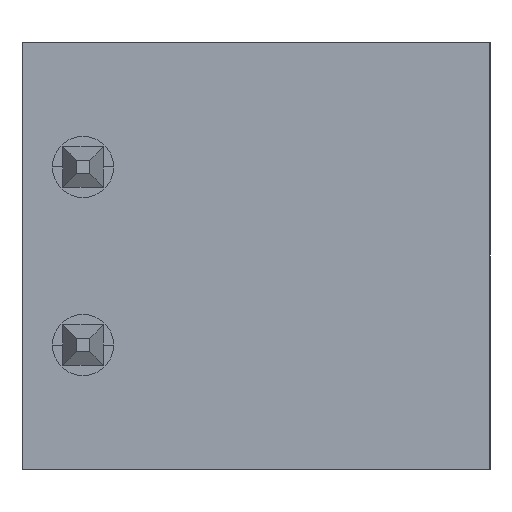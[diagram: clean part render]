
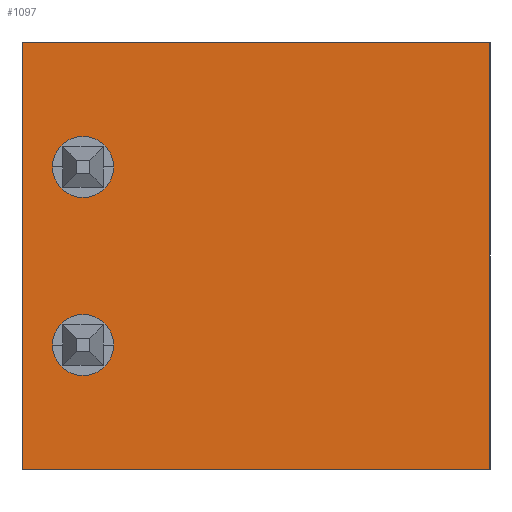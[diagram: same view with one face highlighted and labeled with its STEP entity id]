
A CAD part, front view. The second image highlights one B-rep face of the part: STEP entity #1097.
In plain terms, the highlighted planar face has unit normal (0, -1, 0).
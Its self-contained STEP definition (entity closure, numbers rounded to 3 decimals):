
#1097=ADVANCED_FACE('',(#3093,#3094,#3095),#3096,.T.);
#1377=VERTEX_POINT('',#3408);
#1395=EDGE_CURVE('',#2857,#2079,#3429,.T.);
#1541=EDGE_CURVE('',#1913,#1377,#3590,.T.);
#1779=VERTEX_POINT('',#3862);
#1839=EDGE_CURVE('',#2079,#1377,#3928,.T.);
#1877=EDGE_CURVE('',#1779,#2435,#3970,.T.);
#1913=VERTEX_POINT('',#4008);
#1933=VERTEX_POINT('',#4030);
#1969=VERTEX_POINT('',#4067);
#2029=EDGE_CURVE('',#1913,#2857,#4131,.T.);
#2079=VERTEX_POINT('',#4185);
#2435=VERTEX_POINT('',#4572);
#2461=EDGE_CURVE('',#2435,#1779,#4599,.T.);
#2505=EDGE_CURVE('',#1933,#1969,#4650,.T.);
#2857=VERTEX_POINT('',#5049);
#2935=EDGE_CURVE('',#1969,#1933,#5138,.T.);
#3093=FACE_OUTER_BOUND('',#5495,.T.);
#3094=FACE_BOUND('',#5496,.T.);
#3095=FACE_BOUND('',#5497,.T.);
#3096=PLANE('',#5498);
#3408=CARTESIAN_POINT('',(0.0,0.,2.45));
#3429=LINE('',#6131,#6132);
#3590=LINE('',#6527,#6528);
#3862=CARTESIAN_POINT('',(0.6,0.,0.));
#3928=LINE('',#6986,#6987);
#3970=CIRCLE('',#7039,0.6);
#4008=CARTESIAN_POINT('',(0.,0.,-5.95));
#4030=CARTESIAN_POINT('',(1.8,0.,-3.5));
#4067=CARTESIAN_POINT('',(0.6,0.,-3.5));
#4131=LINE('',#7262,#7263);
#4185=CARTESIAN_POINT('',(9.2,0.,2.45));
#4572=CARTESIAN_POINT('',(1.8,0.,0.));
#4599=CIRCLE('',#8420,0.6);
#4650=CIRCLE('',#8497,0.6);
#5049=CARTESIAN_POINT('',(9.2,0.,-5.95));
#5138=CIRCLE('',#9504,0.6);
#5495=EDGE_LOOP('',(#9655,#9656,#9657,#9658));
#5496=EDGE_LOOP('',(#9659,#9660));
#5497=EDGE_LOOP('',(#9661,#9662));
#5498=AXIS2_PLACEMENT_3D('',#9663,#9664,#9665);
#6131=CARTESIAN_POINT('',(9.2,0.,0.0));
#6132=VECTOR('',#10058,1.0);
#6527=CARTESIAN_POINT('',(0.0,0.,0.0));
#6528=VECTOR('',#10245,1.0);
#6986=CARTESIAN_POINT('',(0.0,0.,2.45));
#6987=VECTOR('',#10669,1.0);
#7039=AXIS2_PLACEMENT_3D('',#10711,#10712,#10713);
#7262=CARTESIAN_POINT('',(0.0,0.,-5.95));
#7263=VECTOR('',#10838,1.0);
#8420=AXIS2_PLACEMENT_3D('',#11295,#11296,#11297);
#8497=AXIS2_PLACEMENT_3D('',#11378,#11379,#11380);
#9504=AXIS2_PLACEMENT_3D('',#11974,#11975,#11976);
#9655=ORIENTED_EDGE('',*,*,#1541,.F.);
#9656=ORIENTED_EDGE('',*,*,#2029,.T.);
#9657=ORIENTED_EDGE('',*,*,#1395,.T.);
#9658=ORIENTED_EDGE('',*,*,#1839,.T.);
#9659=ORIENTED_EDGE('',*,*,#1877,.F.);
#9660=ORIENTED_EDGE('',*,*,#2461,.F.);
#9661=ORIENTED_EDGE('',*,*,#2505,.F.);
#9662=ORIENTED_EDGE('',*,*,#2935,.F.);
#9663=CARTESIAN_POINT('',(3.1,0.,0.0));
#9664=DIRECTION('',(0.,-1.0,0.0));
#9665=DIRECTION('',(0.0,0.0,-1.0));
#10058=DIRECTION('',(0.0,0.0,1.0));
#10245=DIRECTION('',(0.0,0.0,1.0));
#10669=DIRECTION('',(-1.0,0.,0.0));
#10711=CARTESIAN_POINT('',(1.2,0.,0.));
#10712=DIRECTION('',(0.0,-1.0,0.0));
#10713=DIRECTION('',(1.0,0.0,0.0));
#10838=DIRECTION('',(1.0,0.,0.0));
#11295=CARTESIAN_POINT('',(1.2,0.,0.));
#11296=DIRECTION('',(0.0,-1.0,0.0));
#11297=DIRECTION('',(1.0,0.0,0.0));
#11378=CARTESIAN_POINT('',(1.2,0.,-3.5));
#11379=DIRECTION('',(0.0,-1.0,0.0));
#11380=DIRECTION('',(1.0,0.0,0.0));
#11974=CARTESIAN_POINT('',(1.2,0.,-3.5));
#11975=DIRECTION('',(0.0,-1.0,0.0));
#11976=DIRECTION('',(1.0,0.0,0.0));
